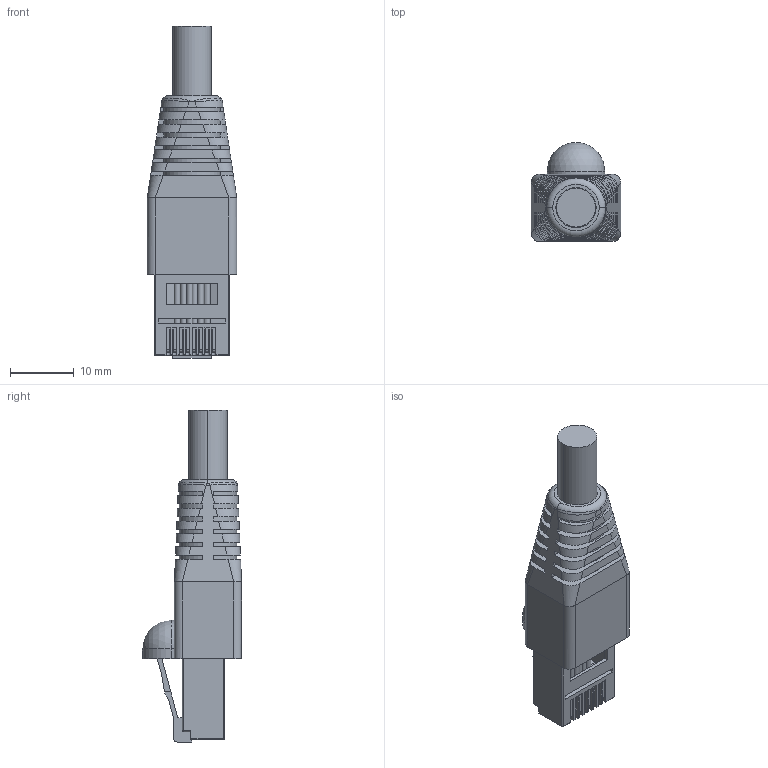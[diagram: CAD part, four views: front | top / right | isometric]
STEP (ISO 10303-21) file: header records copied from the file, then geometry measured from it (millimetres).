
FILE_DESCRIPTION (( 'STEP AP203' ), '1' );
FILE_NAME ('Samtec-DEFAULT.STEP', '2015-05-28T02:25:20', ( '' ), ( '' ), 'SwSTEP 2.0', 'SolidWorks 2013', '' );
FILE_SCHEMA (( 'CONFIG_CONTROL_DESIGN' ));
Length unit declared in the file: inch
Products named in the file (1): Samtec-DEFAULT
Bounding box: 14 x 15.5 x 51.97 mm (x, y, z)
Volume: 4089.7 mm3; surface area: 4929.5 mm2
Topology: 2 solids, 2 shells, 365 faces, 989 edges, 641 vertices
Faces by surface type: plane 225, cylinder 85, bspline 47, torus 4, sphere 4
Entity records: 13493 total; most frequent: CARTESIAN_POINT 4462, ORIENTED_EDGE 1962, DIRECTION 1692, EDGE_CURVE 981, VECTOR 690, LINE 690, VERTEX_POINT 639, AXIS2_PLACEMENT_3D 501
